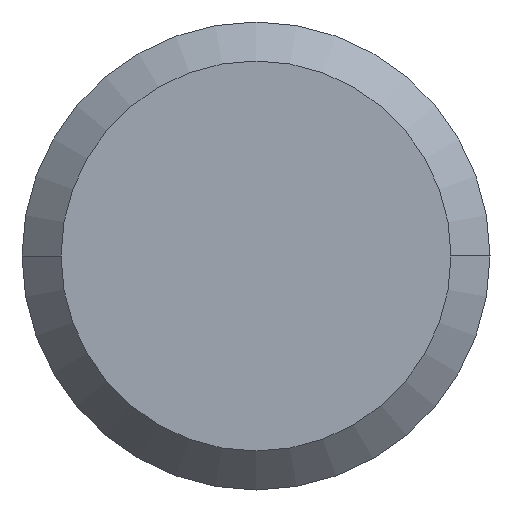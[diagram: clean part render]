
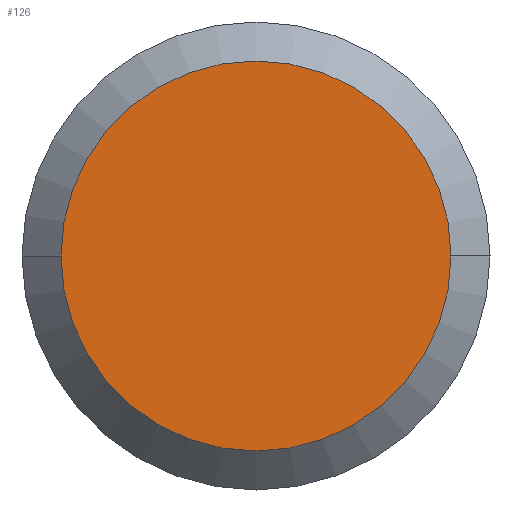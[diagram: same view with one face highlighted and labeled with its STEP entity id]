
A CAD part, left-side view. The second image highlights one B-rep face of the part: STEP entity #126.
In plain terms, the highlighted planar face has unit normal (-1, 0, 0).
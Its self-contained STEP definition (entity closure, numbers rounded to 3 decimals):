
#33 = EDGE_LOOP ( 'NONE', ( #252, #182 ) ) ;
#65 = VERTEX_POINT ( 'NONE', #187 ) ;
#68 = EDGE_CURVE ( 'NONE', #234, #65, #218, .T. ) ;
#99 = CIRCLE ( 'NONE', #239, 5. ) ;
#119 = DIRECTION ( 'NONE',  ( 0., -1., 0. ) ) ;
#121 = FACE_OUTER_BOUND ( 'NONE', #33, .T. ) ;
#125 = CARTESIAN_POINT ( 'NONE',  ( 0., 0., 0. ) ) ;
#126 = ADVANCED_FACE ( 'NONE', ( #121 ), #244, .T. ) ;
#141 = CARTESIAN_POINT ( 'NONE',  ( 0., 0., 0. ) ) ;
#151 = CARTESIAN_POINT ( 'NONE',  ( 0., -5., 0. ) ) ;
#172 = DIRECTION ( 'NONE',  ( -1., 0., 0. ) ) ;
#182 = ORIENTED_EDGE ( 'NONE', *, *, #68, .T. ) ;
#187 = CARTESIAN_POINT ( 'NONE',  ( 0., 5., 0. ) ) ;
#197 = DIRECTION ( 'NONE',  ( 0., -1., 0. ) ) ;
#199 = AXIS2_PLACEMENT_3D ( 'NONE', #141, #241, #119 ) ;
#218 = CIRCLE ( 'NONE', #199, 5. ) ;
#219 = DIRECTION ( 'NONE',  ( 0., -1., 0. ) ) ;
#234 = VERTEX_POINT ( 'NONE', #151 ) ;
#236 = DIRECTION ( 'NONE',  ( -1., 0., 0. ) ) ;
#239 = AXIS2_PLACEMENT_3D ( 'NONE', #292, #172, #197 ) ;
#241 = DIRECTION ( 'NONE',  ( -1., 0., 0. ) ) ;
#244 = PLANE ( 'NONE',  #256 ) ;
#252 = ORIENTED_EDGE ( 'NONE', *, *, #257, .T. ) ;
#256 = AXIS2_PLACEMENT_3D ( 'NONE', #125, #236, #219 ) ;
#257 = EDGE_CURVE ( 'NONE', #65, #234, #99, .T. ) ;
#292 = CARTESIAN_POINT ( 'NONE',  ( 0., 0., 0. ) ) ;
